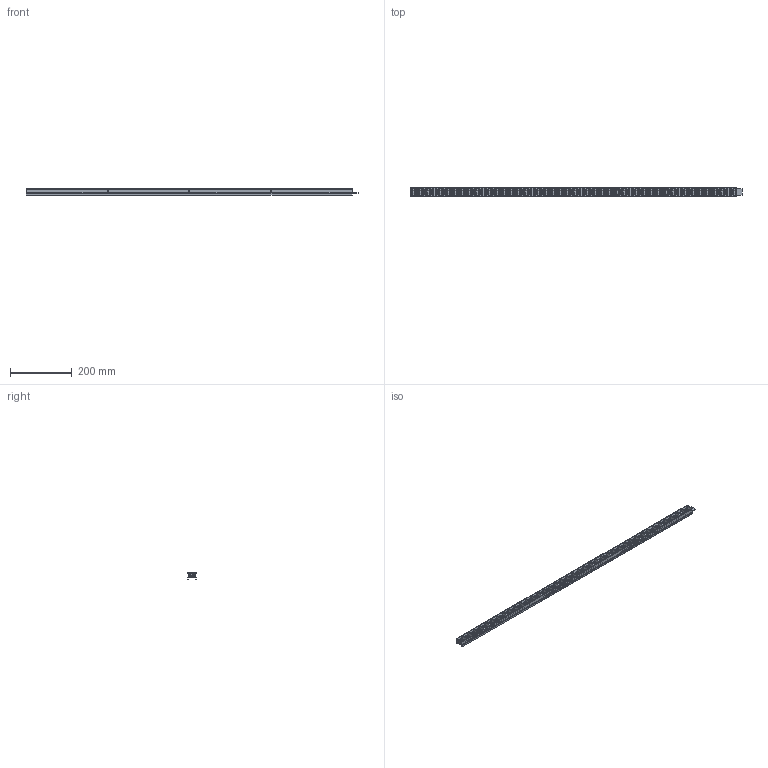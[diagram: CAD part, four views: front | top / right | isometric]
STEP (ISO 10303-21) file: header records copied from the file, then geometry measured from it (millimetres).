
FILE_DESCRIPTION (( 'STEP AP214' ), '1' );
FILE_NAME ('LN_INDV_G2_LISOEV_1200_ASYM.STEP', '2025-07-28T11:52:34', ( '' ), ( '' ), 'SwSTEP 2.0', 'SolidWorks 2024', '' );
FILE_SCHEMA (( 'AUTOMOTIVE_DESIGN' ));
Length unit declared in the file: millimetre
Products named in the file (1): LN_INDV_G2_LISOEV_1200_ASYM
Bounding box: 1077.4 x 26.8 x 19.7 mm (x, y, z)
Volume: 294386.9 mm3; surface area: 280079.4 mm2
Topology: 10 solids, 10 shells, 1836 faces, 5492 edges, 3720 vertices
Faces by surface type: plane 1516, bspline 320
Entity records: 115272 total; most frequent: CARTESIAN_POINT 68969, ORIENTED_EDGE 10984, DIRECTION 7198, EDGE_CURVE 5492, VECTOR 4164, LINE 4164, VERTEX_POINT 3720, EDGE_LOOP 1960
